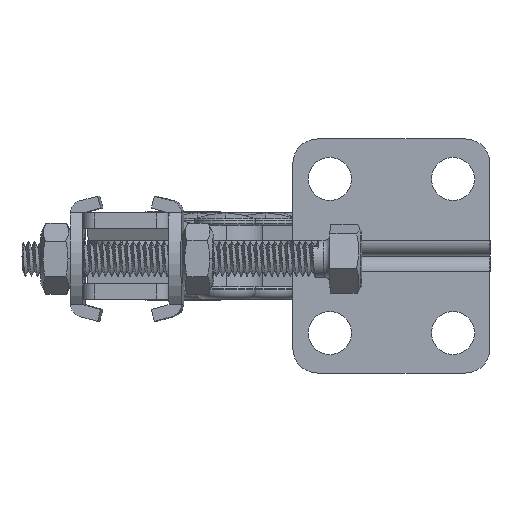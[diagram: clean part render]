
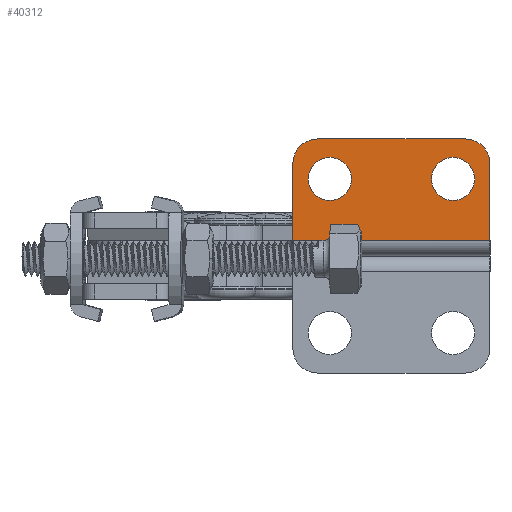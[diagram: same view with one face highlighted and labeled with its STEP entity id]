
A CAD part, left-side view. The second image highlights one B-rep face of the part: STEP entity #40312.
In plain terms, the highlighted planar face has unit normal (-1, 0, 0).
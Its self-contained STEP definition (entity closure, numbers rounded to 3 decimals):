
#89 = DIRECTION ( 'NONE',  ( -1., 0., 0. ) ) ;
#166 = DIRECTION ( 'NONE',  ( -1., 0., 0. ) ) ;
#188 = EDGE_LOOP ( 'NONE', ( #10066, #15802 ) ) ;
#687 = AXIS2_PLACEMENT_3D ( 'NONE', #34550, #14569, #37949 ) ;
#918 = EDGE_LOOP ( 'NONE', ( #20010, #4005 ) ) ;
#1246 = DIRECTION ( 'NONE',  ( 0., 0., 1. ) ) ;
#1669 = CARTESIAN_POINT ( 'NONE',  ( -2.5, 32., 0. ) ) ;
#2007 = EDGE_CURVE ( 'NONE', #32685, #11707, #12797, .T. ) ;
#3233 = ORIENTED_EDGE ( 'NONE', *, *, #15505, .T. ) ;
#3465 = VECTOR ( 'NONE', #40456, 1000. ) ;
#4005 = ORIENTED_EDGE ( 'NONE', *, *, #19962, .F. ) ;
#5107 = FACE_BOUND ( 'NONE', #188, .T. ) ;
#5324 = VERTEX_POINT ( 'NONE', #33767 ) ;
#5520 = ORIENTED_EDGE ( 'NONE', *, *, #13161, .T. ) ;
#6149 = EDGE_CURVE ( 'NONE', #36014, #14465, #42590, .T. ) ;
#8699 = CARTESIAN_POINT ( 'NONE',  ( -2.5, 4., 15. ) ) ;
#9364 = AXIS2_PLACEMENT_3D ( 'NONE', #41332, #21331, #1246 ) ;
#9883 = VERTEX_POINT ( 'NONE', #27811 ) ;
#10066 = ORIENTED_EDGE ( 'NONE', *, *, #36557, .F. ) ;
#10609 = CARTESIAN_POINT ( 'NONE',  ( -2.5, 26., 12.5 ) ) ;
#11671 = VERTEX_POINT ( 'NONE', #36651 ) ;
#11707 = VERTEX_POINT ( 'NONE', #16782 ) ;
#12051 = DIRECTION ( 'NONE',  ( 0., 0., 1. ) ) ;
#12413 = LINE ( 'NONE', #30361, #3465 ) ;
#12797 = LINE ( 'NONE', #1669, #30592 ) ;
#13161 = EDGE_CURVE ( 'NONE', #22100, #36014, #12413, .T. ) ;
#13457 = CARTESIAN_POINT ( 'NONE',  ( -2.5, 0., 2.5 ) ) ;
#13961 = DIRECTION ( 'NONE',  ( 0., 0., 1. ) ) ;
#14465 = VERTEX_POINT ( 'NONE', #31647 ) ;
#14569 = DIRECTION ( 'NONE',  ( -1., 0., 0. ) ) ;
#14901 = DIRECTION ( 'NONE',  ( 0., 0., -1. ) ) ;
#14952 = DIRECTION ( 'NONE',  ( 0., 1., 0. ) ) ;
#15505 = EDGE_CURVE ( 'NONE', #25731, #32685, #29859, .T. ) ;
#15802 = ORIENTED_EDGE ( 'NONE', *, *, #20749, .F. ) ;
#15986 = CARTESIAN_POINT ( 'NONE',  ( -2.5, 26., 12.5 ) ) ;
#16530 = VECTOR ( 'NONE', #14952, 1000. ) ;
#16720 = VERTEX_POINT ( 'NONE', #17702 ) ;
#16782 = CARTESIAN_POINT ( 'NONE',  ( -2.5, 32., 2.5 ) ) ;
#16966 = EDGE_LOOP ( 'NONE', ( #32418, #42136, #5520, #25470, #42429, #3233 ) ) ;
#17702 = CARTESIAN_POINT ( 'NONE',  ( -2.5, 26., 9. ) ) ;
#18301 = CARTESIAN_POINT ( 'NONE',  ( -2.5, 28., 19. ) ) ;
#18749 = EDGE_CURVE ( 'NONE', #11707, #22100, #37018, .T. ) ;
#18982 = AXIS2_PLACEMENT_3D ( 'NONE', #10609, #33964, #13961 ) ;
#19350 = DIRECTION ( 'NONE',  ( 0., 0., 1. ) ) ;
#19435 = CARTESIAN_POINT ( 'NONE',  ( -2.5, 0., 15. ) ) ;
#19962 = EDGE_CURVE ( 'NONE', #5324, #9883, #31741, .T. ) ;
#20010 = ORIENTED_EDGE ( 'NONE', *, *, #34519, .F. ) ;
#20169 = CARTESIAN_POINT ( 'NONE',  ( -2.5, 28., 15. ) ) ;
#20249 = PLANE ( 'NONE',  #24138 ) ;
#20749 = EDGE_CURVE ( 'NONE', #11671, #16720, #22816, .T. ) ;
#21331 = DIRECTION ( 'NONE',  ( -1., 0., 0. ) ) ;
#21893 = FACE_BOUND ( 'NONE', #918, .T. ) ;
#22100 = VERTEX_POINT ( 'NONE', #13457 ) ;
#22816 = CIRCLE ( 'NONE', #26199, 3.5 ) ;
#23144 = DIRECTION ( 'NONE',  ( 0., -1., 0. ) ) ;
#23529 = DIRECTION ( 'NONE',  ( 0., 0., -1. ) ) ;
#23601 = DIRECTION ( 'NONE',  ( 0., 0., 1. ) ) ;
#23995 = FACE_OUTER_BOUND ( 'NONE', #16966, .T. ) ;
#24067 = CARTESIAN_POINT ( 'NONE',  ( -2.5, 28., 19. ) ) ;
#24138 = AXIS2_PLACEMENT_3D ( 'NONE', #40259, #166, #23601 ) ;
#25311 = AXIS2_PLACEMENT_3D ( 'NONE', #8699, #32065, #12051 ) ;
#25470 = ORIENTED_EDGE ( 'NONE', *, *, #6149, .T. ) ;
#25731 = VERTEX_POINT ( 'NONE', #24067 ) ;
#26184 = CIRCLE ( 'NONE', #687, 3.5 ) ;
#26199 = AXIS2_PLACEMENT_3D ( 'NONE', #15986, #39355, #19350 ) ;
#27811 = CARTESIAN_POINT ( 'NONE',  ( -2.5, 6., 9. ) ) ;
#28047 = EDGE_CURVE ( 'NONE', #14465, #25731, #42158, .T. ) ;
#28137 = VECTOR ( 'NONE', #23144, 1000. ) ;
#29859 = CIRCLE ( 'NONE', #34450, 4. ) ;
#30361 = CARTESIAN_POINT ( 'NONE',  ( -2.5, 0., 0. ) ) ;
#30592 = VECTOR ( 'NONE', #14901, 1000. ) ;
#31647 = CARTESIAN_POINT ( 'NONE',  ( -2.5, 4., 19. ) ) ;
#31741 = CIRCLE ( 'NONE', #9364, 3.5 ) ;
#32065 = DIRECTION ( 'NONE',  ( -1., 0., 0. ) ) ;
#32418 = ORIENTED_EDGE ( 'NONE', *, *, #2007, .T. ) ;
#32685 = VERTEX_POINT ( 'NONE', #39942 ) ;
#33767 = CARTESIAN_POINT ( 'NONE',  ( -2.5, 6., 16. ) ) ;
#33964 = DIRECTION ( 'NONE',  ( -1., 0., 0. ) ) ;
#34450 = AXIS2_PLACEMENT_3D ( 'NONE', #20169, #89, #23529 ) ;
#34519 = EDGE_CURVE ( 'NONE', #9883, #5324, #26184, .T. ) ;
#34550 = CARTESIAN_POINT ( 'NONE',  ( -2.5, 6., 12.5 ) ) ;
#36014 = VERTEX_POINT ( 'NONE', #19435 ) ;
#36557 = EDGE_CURVE ( 'NONE', #16720, #11671, #42985, .T. ) ;
#36651 = CARTESIAN_POINT ( 'NONE',  ( -2.5, 26., 16. ) ) ;
#37018 = LINE ( 'NONE', #42867, #28137 ) ;
#37949 = DIRECTION ( 'NONE',  ( 0., 0., 1. ) ) ;
#39355 = DIRECTION ( 'NONE',  ( -1., 0., 0. ) ) ;
#39942 = CARTESIAN_POINT ( 'NONE',  ( -2.5, 32., 15. ) ) ;
#40259 = CARTESIAN_POINT ( 'NONE',  ( -2.5, 4., 15. ) ) ;
#40312 = ADVANCED_FACE ( 'NONE', ( #5107, #23995, #21893 ), #20249, .T. ) ;
#40456 = DIRECTION ( 'NONE',  ( 0., 0., 1. ) ) ;
#41332 = CARTESIAN_POINT ( 'NONE',  ( -2.5, 6., 12.5 ) ) ;
#42136 = ORIENTED_EDGE ( 'NONE', *, *, #18749, .T. ) ;
#42158 = LINE ( 'NONE', #18301, #16530 ) ;
#42429 = ORIENTED_EDGE ( 'NONE', *, *, #28047, .T. ) ;
#42590 = CIRCLE ( 'NONE', #25311, 4. ) ;
#42867 = CARTESIAN_POINT ( 'NONE',  ( -2.5, 0., 2.5 ) ) ;
#42985 = CIRCLE ( 'NONE', #18982, 3.5 ) ;
